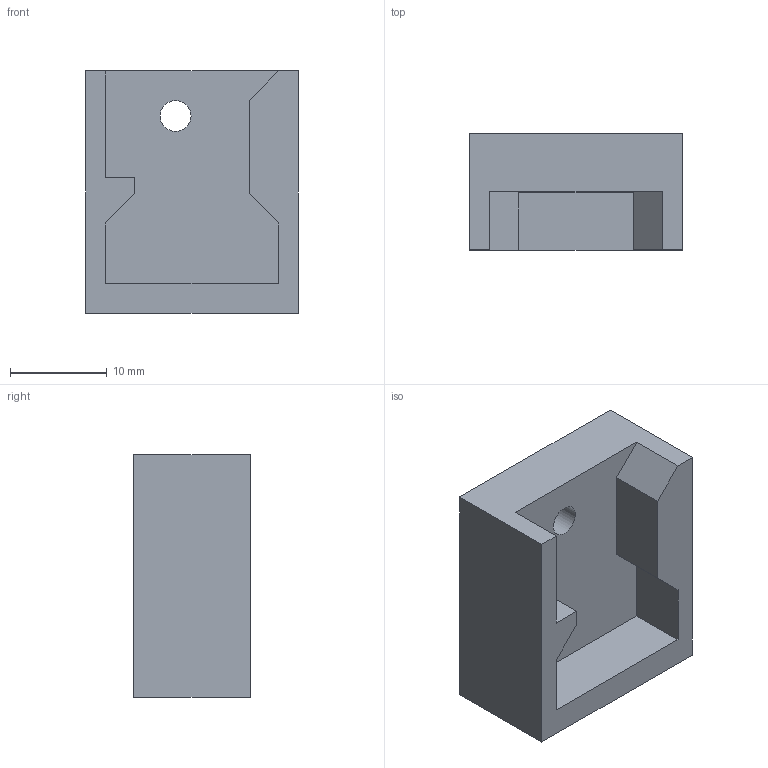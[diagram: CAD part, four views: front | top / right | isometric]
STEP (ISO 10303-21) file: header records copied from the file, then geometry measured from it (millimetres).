
FILE_DESCRIPTION( ( '' ), ' ' );
FILE_NAME( '5752ca17e4b0cb401c046f37.step', '2016-06-04T12:31:20', ( '' ), ( '' ), ' ', ' ', ' ' );
FILE_SCHEMA( ( 'AUTOMOTIVE_DESIGN { 1 0 10303 214 1 1 1 1 }' ) );
Length unit declared in the file: metre
Products named in the file (1): Part 1
Bounding box: 22 x 12 x 25 mm (x, y, z)
Volume: 4411 mm3; surface area: 2612.9 mm2
Topology: 1 solids, 1 shells, 25 faces, 67 edges, 45 vertices
Faces by surface type: plane 24, cylinder 1
Full cylindrical faces by diameter (mm): 3.2 x1
Entity records: 977 total; most frequent: CARTESIAN_POINT 135, ORIENTED_EDGE 130, DIRECTION 119, EDGE_CURVE 65, LINE 63, VECTOR 63, VERTEX_POINT 44, EDGE_LOOP 29
